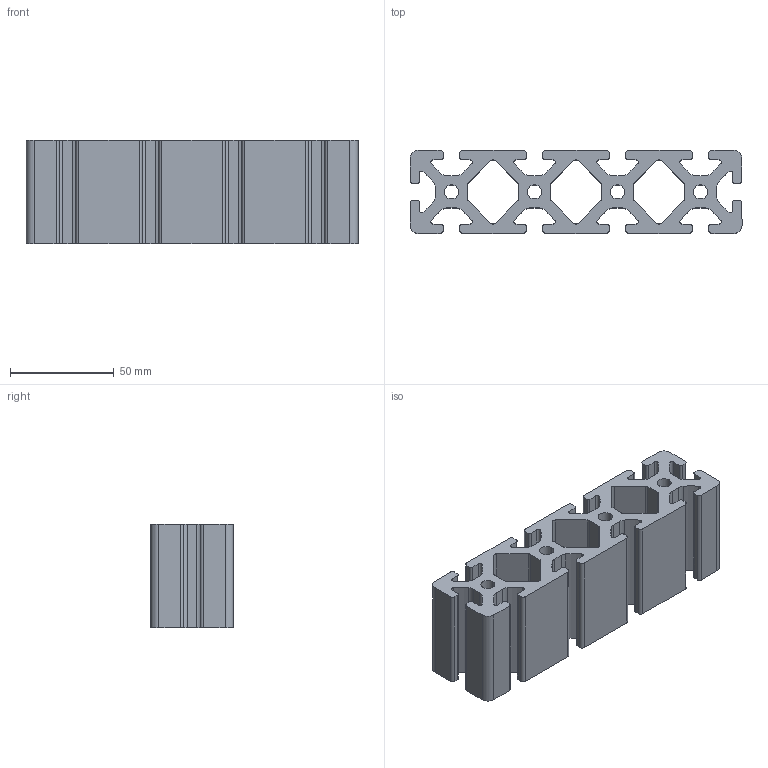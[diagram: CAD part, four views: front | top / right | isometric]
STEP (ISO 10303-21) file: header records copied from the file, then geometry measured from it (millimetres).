
FILE_DESCRIPTION (( 'STEP AP214' ), '1' );
FILE_NAME ('BASE08E0200-Profilé 8 160x40 lourd.step', '2023-03-24T09:43:31', ( 'Altae' ), ( '' ), 'SwSTEP 2.0', 'SolidWorks 2021', '' );
FILE_SCHEMA (( 'AUTOMOTIVE_DESIGN' ));
Length unit declared in the file: millimetre
Products named in the file (1): BASE08E0200-Profilé 8 160x40 lourd
Bounding box: 160 x 40 x 50 mm (x, y, z)
Volume: 161144.4 mm3; surface area: 61753.3 mm2
Topology: 1 solids, 1 shells, 222 faces, 660 edges, 440 vertices
Faces by surface type: cylinder 138, plane 84
Entity records: 7622 total; most frequent: DIRECTION 1382, CARTESIAN_POINT 1323, ORIENTED_EDGE 1320, EDGE_CURVE 660, AXIS2_PLACEMENT_3D 499, VERTEX_POINT 440, VECTOR 384, LINE 384
